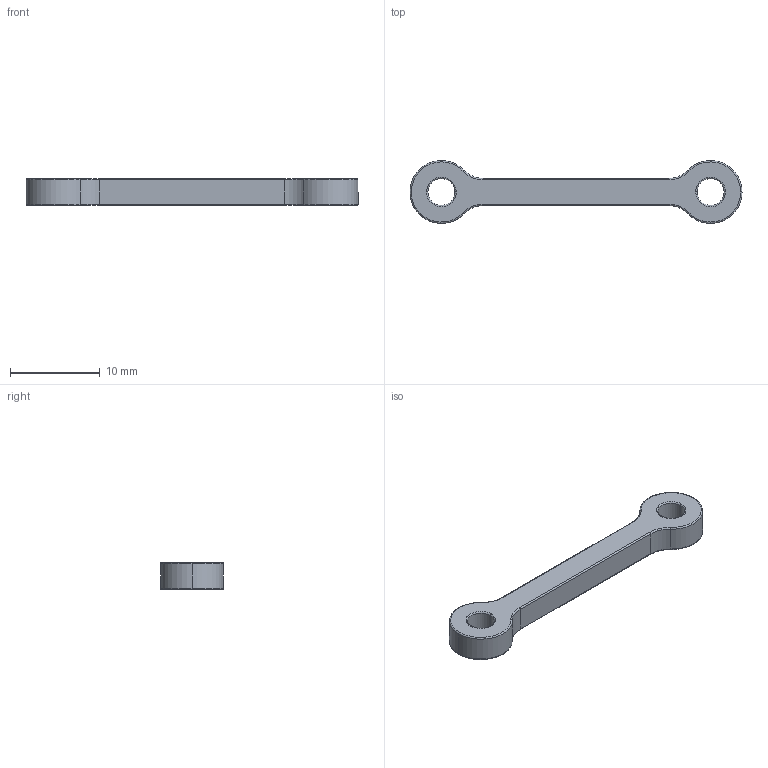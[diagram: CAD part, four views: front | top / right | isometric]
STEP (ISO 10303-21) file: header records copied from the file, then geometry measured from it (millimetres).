
FILE_DESCRIPTION (( 'STEP AP203' ), '1' );
FILE_NAME ('[Fix 1] 1.Ref - Capit 2_Default_sldprt.STEP', '2023-11-06T02:32:45', ( '' ), ( '' ), 'SwSTEP 2.0', 'SolidWorks 2023', '' );
FILE_SCHEMA (( 'CONFIG_CONTROL_DESIGN' ));
Length unit declared in the file: millimetre
Products named in the file (1): [Fix 1] 1.Ref - Capit 2_Default_sldprt
Bounding box: 37 x 6.99 x 3 mm (x, y, z)
Volume: 400 mm3; surface area: 563.3 mm2
Topology: 1 solids, 1 shells, 41 faces, 93 edges, 54 vertices
Faces by surface type: bspline 22, cylinder 15, plane 4
Entity records: 1768 total; most frequent: CARTESIAN_POINT 870, ORIENTED_EDGE 186, DIRECTION 161, EDGE_CURVE 93, AXIS2_PLACEMENT_3D 70, VERTEX_POINT 54, CIRCLE 50, EDGE_LOOP 45
